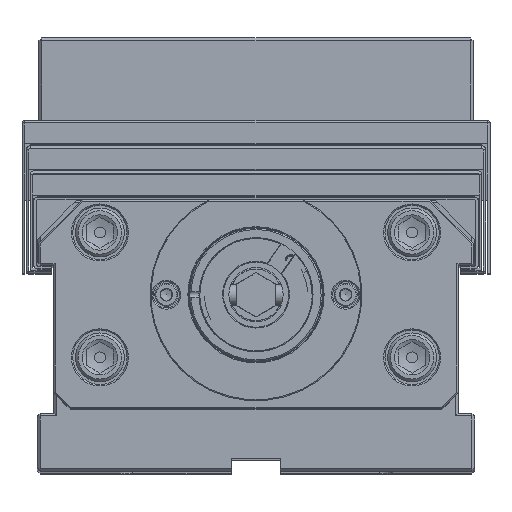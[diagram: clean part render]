
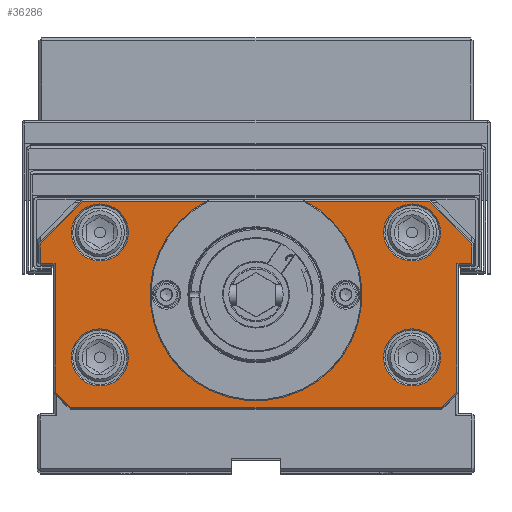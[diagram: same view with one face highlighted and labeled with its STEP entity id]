
A CAD part, top view. The second image highlights one B-rep face of the part: STEP entity #36286.
In plain terms, the highlighted planar face has unit normal (0, 0, 1).
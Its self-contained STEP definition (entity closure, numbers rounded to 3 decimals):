
#1754=FACE_BOUND('',#6504,.T.);
#1755=FACE_BOUND('',#6505,.T.);
#1756=FACE_BOUND('',#6506,.T.);
#1757=FACE_BOUND('',#6507,.T.);
#2752=PLANE('',#39389);
#4446=FACE_OUTER_BOUND('',#6503,.T.);
#6503=EDGE_LOOP('',(#30851,#30852,#30853,#30854,#30855,#30856,#30857,#30858,
#30859,#30860,#30861,#30862,#30863,#30864));
#6504=EDGE_LOOP('',(#30865));
#6505=EDGE_LOOP('',(#30866));
#6506=EDGE_LOOP('',(#30867));
#6507=EDGE_LOOP('',(#30868));
#9153=LINE('',#78251,#11689);
#9161=LINE('',#78278,#11697);
#9175=LINE('',#78304,#11711);
#9179=LINE('',#78311,#11715);
#9183=LINE('',#78318,#11719);
#9186=LINE('',#78324,#11722);
#9189=LINE('',#78328,#11725);
#9190=LINE('',#78331,#11726);
#9191=LINE('',#78335,#11727);
#9193=LINE('',#78339,#11729);
#9195=LINE('',#78342,#11731);
#9197=LINE('',#78345,#11733);
#9205=LINE('',#78362,#11741);
#11689=VECTOR('',#47664,10.);
#11697=VECTOR('',#47686,10.);
#11711=VECTOR('',#47712,10.);
#11715=VECTOR('',#47718,10.);
#11719=VECTOR('',#47726,10.);
#11722=VECTOR('',#47731,10.);
#11725=VECTOR('',#47736,10.);
#11726=VECTOR('',#47741,10.);
#11727=VECTOR('',#47746,10.);
#11729=VECTOR('',#47750,10.);
#11731=VECTOR('',#47754,10.);
#11733=VECTOR('',#47758,10.);
#11741=VECTOR('',#47780,10.);
#13074=CIRCLE('',#39315,39.);
#13086=CIRCLE('',#39369,10.5);
#13091=CIRCLE('',#39376,10.5);
#13096=CIRCLE('',#39383,10.5);
#13101=CIRCLE('',#39390,10.5);
#16452=VERTEX_POINT('',#78188);
#16453=VERTEX_POINT('',#78190);
#16467=VERTEX_POINT('',#78249);
#16468=VERTEX_POINT('',#78250);
#16472=VERTEX_POINT('',#78277);
#16477=VERTEX_POINT('',#78302);
#16478=VERTEX_POINT('',#78303);
#16479=VERTEX_POINT('',#78308);
#16480=VERTEX_POINT('',#78310);
#16481=VERTEX_POINT('',#78317);
#16482=VERTEX_POINT('',#78322);
#16483=VERTEX_POINT('',#78323);
#16484=VERTEX_POINT('',#78334);
#16485=VERTEX_POINT('',#78338);
#16492=VERTEX_POINT('',#78376);
#16497=VERTEX_POINT('',#78390);
#16502=VERTEX_POINT('',#78404);
#16507=VERTEX_POINT('',#78418);
#21320=EDGE_CURVE('',#16452,#16453,#13074,.T.);
#21346=EDGE_CURVE('',#16467,#16468,#9153,.T.);
#21359=EDGE_CURVE('',#16468,#16472,#9161,.T.);
#21373=EDGE_CURVE('',#16477,#16478,#9175,.T.);
#21377=EDGE_CURVE('',#16479,#16480,#9179,.T.);
#21381=EDGE_CURVE('',#16481,#16479,#9183,.T.);
#21384=EDGE_CURVE('',#16482,#16483,#9186,.T.);
#21387=EDGE_CURVE('',#16483,#16481,#9189,.T.);
#21388=EDGE_CURVE('',#16478,#16482,#9190,.T.);
#21389=EDGE_CURVE('',#16480,#16484,#9191,.T.);
#21391=EDGE_CURVE('',#16485,#16477,#9193,.T.);
#21393=EDGE_CURVE('',#16484,#16452,#9195,.T.);
#21395=EDGE_CURVE('',#16472,#16485,#9197,.T.);
#21403=EDGE_CURVE('',#16453,#16467,#9205,.T.);
#21410=EDGE_CURVE('',#16492,#16492,#13086,.T.);
#21417=EDGE_CURVE('',#16497,#16497,#13091,.T.);
#21424=EDGE_CURVE('',#16502,#16502,#13096,.T.);
#21431=EDGE_CURVE('',#16507,#16507,#13101,.T.);
#30851=ORIENTED_EDGE('',*,*,#21393,.F.);
#30852=ORIENTED_EDGE('',*,*,#21389,.F.);
#30853=ORIENTED_EDGE('',*,*,#21377,.F.);
#30854=ORIENTED_EDGE('',*,*,#21381,.F.);
#30855=ORIENTED_EDGE('',*,*,#21387,.F.);
#30856=ORIENTED_EDGE('',*,*,#21384,.F.);
#30857=ORIENTED_EDGE('',*,*,#21388,.F.);
#30858=ORIENTED_EDGE('',*,*,#21373,.F.);
#30859=ORIENTED_EDGE('',*,*,#21391,.F.);
#30860=ORIENTED_EDGE('',*,*,#21395,.F.);
#30861=ORIENTED_EDGE('',*,*,#21359,.F.);
#30862=ORIENTED_EDGE('',*,*,#21346,.F.);
#30863=ORIENTED_EDGE('',*,*,#21403,.F.);
#30864=ORIENTED_EDGE('',*,*,#21320,.F.);
#30865=ORIENTED_EDGE('',*,*,#21424,.F.);
#30866=ORIENTED_EDGE('',*,*,#21410,.F.);
#30867=ORIENTED_EDGE('',*,*,#21417,.F.);
#30868=ORIENTED_EDGE('',*,*,#21431,.F.);
#36286=ADVANCED_FACE('',(#4446,#1754,#1755,#1756,#1757),#2752,.T.);
#39315=AXIS2_PLACEMENT_3D('',#78191,#47618,#47619);
#39369=AXIS2_PLACEMENT_3D('',#78377,#47797,#47798);
#39376=AXIS2_PLACEMENT_3D('',#78391,#47813,#47814);
#39383=AXIS2_PLACEMENT_3D('',#78405,#47829,#47830);
#39389=AXIS2_PLACEMENT_3D('',#78417,#47843,#47844);
#39390=AXIS2_PLACEMENT_3D('',#78419,#47845,#47846);
#47618=DIRECTION('center_axis',(0.,0.,
1.));
#47619=DIRECTION('ref_axis',(0.441,-0.897,0.));
#47664=DIRECTION('',(0.707,-0.707,0.));
#47686=DIRECTION('',(0.,-1.,0.));
#47712=DIRECTION('',(-0.707,-0.707,0.));
#47718=DIRECTION('',(0.,1.,0.));
#47726=DIRECTION('',(-1.,0.,0.));
#47731=DIRECTION('',(-0.707,0.707,0.));
#47736=DIRECTION('',(0.,1.,0.));
#47741=DIRECTION('',(-1.,0.,0.));
#47746=DIRECTION('',(0.707,0.707,0.));
#47750=DIRECTION('',(0.,-1.,0.));
#47754=DIRECTION('',(1.,0.,0.));
#47758=DIRECTION('',(-1.,0.,0.));
#47780=DIRECTION('',(1.,0.,0.));
#47797=DIRECTION('center_axis',(0.,0.,
1.));
#47798=DIRECTION('ref_axis',(-1.,0.,0.));
#47813=DIRECTION('center_axis',(0.,0.,
1.));
#47814=DIRECTION('ref_axis',(-1.,0.,0.));
#47829=DIRECTION('center_axis',(0.,0.,
1.));
#47830=DIRECTION('ref_axis',(-1.,0.,0.));
#47843=DIRECTION('center_axis',(0.,0.,
1.));
#47844=DIRECTION('ref_axis',(1.,0.,0.));
#47845=DIRECTION('center_axis',(0.,0.,
1.));
#47846=DIRECTION('ref_axis',(-1.,0.,0.));
#78188=CARTESIAN_POINT('',(-270.295,596.071,399.559));
#78190=CARTESIAN_POINT('',(-233.922,596.071,399.559));
#78191=CARTESIAN_POINT('Origin',(-252.108,561.571,399.559));
#78249=CARTESIAN_POINT('',(-188.315,596.071,399.559));
#78250=CARTESIAN_POINT('',(-172.608,580.363,399.559));
#78251=CARTESIAN_POINT('',(-175.749,583.504,399.559));
#78277=CARTESIAN_POINT('',(-172.608,573.071,399.559));
#78278=CARTESIAN_POINT('',(-172.608,577.195,399.559));
#78302=CARTESIAN_POINT('',(-178.108,525.778,399.559));
#78303=CARTESIAN_POINT('',(-183.815,520.071,399.559));
#78304=CARTESIAN_POINT('',(-175.,528.886,399.559));
#78308=CARTESIAN_POINT('',(-331.608,573.071,399.559));
#78310=CARTESIAN_POINT('',(-331.608,580.363,399.559));
#78311=CARTESIAN_POINT('',(-331.608,565.195,399.559));
#78317=CARTESIAN_POINT('',(-326.108,573.071,399.559));
#78318=CARTESIAN_POINT('',(-259.308,573.071,399.559));
#78322=CARTESIAN_POINT('',(-320.401,520.071,399.559));
#78323=CARTESIAN_POINT('',(-326.108,525.778,399.559));
#78324=CARTESIAN_POINT('',(-299.167,498.836,399.559));
#78328=CARTESIAN_POINT('',(-326.108,538.695,399.559));
#78331=CARTESIAN_POINT('',(-184.808,520.071,399.559));
#78334=CARTESIAN_POINT('',(-315.901,596.071,399.559));
#78335=CARTESIAN_POINT('',(-298.417,613.554,399.559));
#78338=CARTESIAN_POINT('',(-178.108,573.071,399.559));
#78339=CARTESIAN_POINT('',(-178.108,565.195,399.559));
#78342=CARTESIAN_POINT('',(-262.058,596.071,399.559));
#78345=CARTESIAN_POINT('',(-182.058,573.071,399.559));
#78362=CARTESIAN_POINT('',(-262.058,596.071,399.559));
#78376=CARTESIAN_POINT('',(-299.108,584.571,399.559));
#78377=CARTESIAN_POINT('Origin',(-309.608,584.571,399.559));
#78390=CARTESIAN_POINT('',(-299.108,538.571,399.559));
#78391=CARTESIAN_POINT('Origin',(-309.608,538.571,399.559));
#78404=CARTESIAN_POINT('',(-184.108,584.571,399.559));
#78405=CARTESIAN_POINT('Origin',(-194.608,584.571,399.559));
#78417=CARTESIAN_POINT('Origin',(-192.008,557.819,399.559));
#78418=CARTESIAN_POINT('',(-184.108,538.571,399.559));
#78419=CARTESIAN_POINT('Origin',(-194.608,538.571,399.559));
